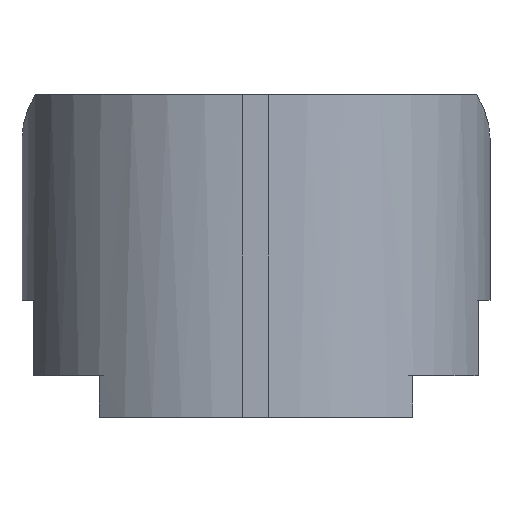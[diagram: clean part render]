
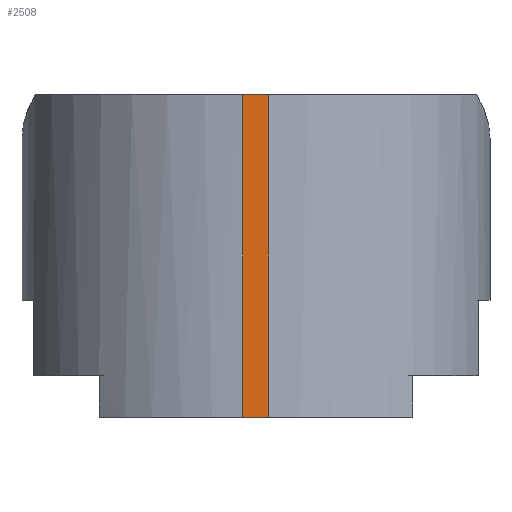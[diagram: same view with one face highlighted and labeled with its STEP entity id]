
A CAD part, left-side view. The second image highlights one B-rep face of the part: STEP entity #2508.
In plain terms, the highlighted planar face has unit normal (-1, 0, 0).
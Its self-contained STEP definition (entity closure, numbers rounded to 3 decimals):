
#44 = CYLINDRICAL_SURFACE('',#45,8.5);
#45 = AXIS2_PLACEMENT_3D('',#46,#47,#48);
#46 = CARTESIAN_POINT('',(-7.5,-0.5,-24.4));
#47 = DIRECTION('',(0.,0.,-1.));
#48 = DIRECTION('',(0.,1.,0.));
#272 = VERTEX_POINT('',#273);
#273 = CARTESIAN_POINT('',(-16.,-0.5,-24.4));
#290 = PLANE('',#291);
#291 = AXIS2_PLACEMENT_3D('',#292,#293,#294);
#292 = CARTESIAN_POINT('',(0.,0.,-24.4));
#293 = DIRECTION('',(0.,0.,-1.));
#294 = DIRECTION('',(0.,-1.,0.));
#306 = EDGE_CURVE('',#272,#307,#309,.T.);
#307 = VERTEX_POINT('',#308);
#308 = CARTESIAN_POINT('',(-16.,-0.5,-12.));
#309 = SURFACE_CURVE('',#310,(#314,#321),.PCURVE_S1.);
#310 = LINE('',#311,#312);
#311 = CARTESIAN_POINT('',(-16.,-0.5,-24.4));
#312 = VECTOR('',#313,1.);
#313 = DIRECTION('',(0.,0.,1.));
#314 = PCURVE('',#44,#315);
#315 = DEFINITIONAL_REPRESENTATION('',(#316),#320);
#316 = LINE('',#317,#318);
#317 = CARTESIAN_POINT('',(-1.571,0.));
#318 = VECTOR('',#319,1.);
#319 = DIRECTION('',(0.,-1.));
#320 = ( GEOMETRIC_REPRESENTATION_CONTEXT(2) 
PARAMETRIC_REPRESENTATION_CONTEXT() REPRESENTATION_CONTEXT('2D SPACE',''
  ) );
#321 = PCURVE('',#322,#327);
#322 = PLANE('',#323);
#323 = AXIS2_PLACEMENT_3D('',#324,#325,#326);
#324 = CARTESIAN_POINT('',(-16.,-0.5,-24.4));
#325 = DIRECTION('',(-1.,0.,0.));
#326 = DIRECTION('',(0.,1.,0.));
#327 = DEFINITIONAL_REPRESENTATION('',(#328),#332);
#328 = LINE('',#329,#330);
#329 = CARTESIAN_POINT('',(0.,0.));
#330 = VECTOR('',#331,1.);
#331 = DIRECTION('',(0.,-1.));
#332 = ( GEOMETRIC_REPRESENTATION_CONTEXT(2) 
PARAMETRIC_REPRESENTATION_CONTEXT() REPRESENTATION_CONTEXT('2D SPACE',''
  ) );
#351 = PLANE('',#352);
#352 = AXIS2_PLACEMENT_3D('',#353,#354,#355);
#353 = CARTESIAN_POINT('',(0.,0.,-12.));
#354 = DIRECTION('',(0.,0.,-1.));
#355 = DIRECTION('',(0.,-1.,0.));
#850 = CYLINDRICAL_SURFACE('',#851,8.5);
#851 = AXIS2_PLACEMENT_3D('',#852,#853,#854);
#852 = CARTESIAN_POINT('',(-7.5,0.5,-24.4));
#853 = DIRECTION('',(0.,0.,-1.));
#854 = DIRECTION('',(0.,1.,0.));
#1983 = EDGE_CURVE('',#272,#1984,#1986,.T.);
#1984 = VERTEX_POINT('',#1985);
#1985 = CARTESIAN_POINT('',(-16.,0.5,-24.4));
#1986 = SURFACE_CURVE('',#1987,(#1991,#1998),.PCURVE_S1.);
#1987 = LINE('',#1988,#1989);
#1988 = CARTESIAN_POINT('',(-16.,-0.5,-24.4));
#1989 = VECTOR('',#1990,1.);
#1990 = DIRECTION('',(0.,1.,0.));
#1991 = PCURVE('',#290,#1992);
#1992 = DEFINITIONAL_REPRESENTATION('',(#1993),#1997);
#1993 = LINE('',#1994,#1995);
#1994 = CARTESIAN_POINT('',(0.5,16.));
#1995 = VECTOR('',#1996,1.);
#1996 = DIRECTION('',(-1.,0.));
#1997 = ( GEOMETRIC_REPRESENTATION_CONTEXT(2) 
PARAMETRIC_REPRESENTATION_CONTEXT() REPRESENTATION_CONTEXT('2D SPACE',''
  ) );
#1998 = PCURVE('',#322,#1999);
#1999 = DEFINITIONAL_REPRESENTATION('',(#2000),#2004);
#2000 = LINE('',#2001,#2002);
#2001 = CARTESIAN_POINT('',(0.,0.));
#2002 = VECTOR('',#2003,1.);
#2003 = DIRECTION('',(1.,0.));
#2004 = ( GEOMETRIC_REPRESENTATION_CONTEXT(2) 
PARAMETRIC_REPRESENTATION_CONTEXT() REPRESENTATION_CONTEXT('2D SPACE',''
  ) );
#2460 = EDGE_CURVE('',#307,#2461,#2463,.T.);
#2461 = VERTEX_POINT('',#2462);
#2462 = CARTESIAN_POINT('',(-16.,0.5,-12.));
#2463 = SURFACE_CURVE('',#2464,(#2468,#2475),.PCURVE_S1.);
#2464 = LINE('',#2465,#2466);
#2465 = CARTESIAN_POINT('',(-16.,-0.5,-12.));
#2466 = VECTOR('',#2467,1.);
#2467 = DIRECTION('',(0.,1.,0.));
#2468 = PCURVE('',#351,#2469);
#2469 = DEFINITIONAL_REPRESENTATION('',(#2470),#2474);
#2470 = LINE('',#2471,#2472);
#2471 = CARTESIAN_POINT('',(0.5,16.));
#2472 = VECTOR('',#2473,1.);
#2473 = DIRECTION('',(-1.,0.));
#2474 = ( GEOMETRIC_REPRESENTATION_CONTEXT(2) 
PARAMETRIC_REPRESENTATION_CONTEXT() REPRESENTATION_CONTEXT('2D SPACE',''
  ) );
#2475 = PCURVE('',#322,#2476);
#2476 = DEFINITIONAL_REPRESENTATION('',(#2477),#2481);
#2477 = LINE('',#2478,#2479);
#2478 = CARTESIAN_POINT('',(0.,-12.4));
#2479 = VECTOR('',#2480,1.);
#2480 = DIRECTION('',(1.,0.));
#2481 = ( GEOMETRIC_REPRESENTATION_CONTEXT(2) 
PARAMETRIC_REPRESENTATION_CONTEXT() REPRESENTATION_CONTEXT('2D SPACE',''
  ) );
#2508 = ADVANCED_FACE('',(#2509),#322,.T.);
#2509 = FACE_BOUND('',#2510,.T.);
#2510 = EDGE_LOOP('',(#2511,#2512,#2513,#2534));
#2511 = ORIENTED_EDGE('',*,*,#306,.T.);
#2512 = ORIENTED_EDGE('',*,*,#2460,.T.);
#2513 = ORIENTED_EDGE('',*,*,#2514,.F.);
#2514 = EDGE_CURVE('',#1984,#2461,#2515,.T.);
#2515 = SURFACE_CURVE('',#2516,(#2520,#2527),.PCURVE_S1.);
#2516 = LINE('',#2517,#2518);
#2517 = CARTESIAN_POINT('',(-16.,0.5,-24.4));
#2518 = VECTOR('',#2519,1.);
#2519 = DIRECTION('',(0.,0.,1.));
#2520 = PCURVE('',#322,#2521);
#2521 = DEFINITIONAL_REPRESENTATION('',(#2522),#2526);
#2522 = LINE('',#2523,#2524);
#2523 = CARTESIAN_POINT('',(1.,0.));
#2524 = VECTOR('',#2525,1.);
#2525 = DIRECTION('',(0.,-1.));
#2526 = ( GEOMETRIC_REPRESENTATION_CONTEXT(2) 
PARAMETRIC_REPRESENTATION_CONTEXT() REPRESENTATION_CONTEXT('2D SPACE',''
  ) );
#2527 = PCURVE('',#850,#2528);
#2528 = DEFINITIONAL_REPRESENTATION('',(#2529),#2533);
#2529 = LINE('',#2530,#2531);
#2530 = CARTESIAN_POINT('',(-1.571,0.));
#2531 = VECTOR('',#2532,1.);
#2532 = DIRECTION('',(0.,-1.));
#2533 = ( GEOMETRIC_REPRESENTATION_CONTEXT(2) 
PARAMETRIC_REPRESENTATION_CONTEXT() REPRESENTATION_CONTEXT('2D SPACE',''
  ) );
#2534 = ORIENTED_EDGE('',*,*,#1983,.F.);
